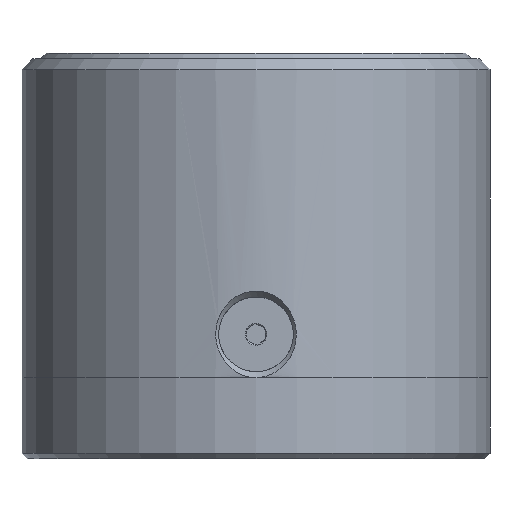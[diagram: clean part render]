
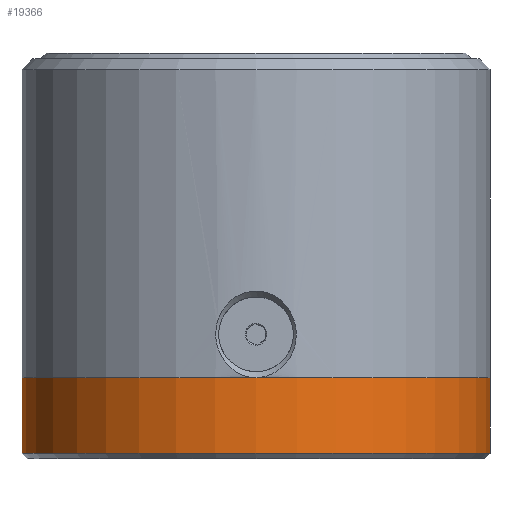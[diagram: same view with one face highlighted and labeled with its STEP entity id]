
A CAD part, front view. The second image highlights one B-rep face of the part: STEP entity #19366.
In plain terms, the highlighted cylindrical face has radius 11 mm (diameter 22 mm), a full revolution.
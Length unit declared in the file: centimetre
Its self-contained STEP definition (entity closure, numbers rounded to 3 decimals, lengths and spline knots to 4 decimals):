
#1256=FACE_BOUND('',#3881,.T.);
#1383=CYLINDRICAL_SURFACE('',#20442,1.1);
#1678=CIRCLE('',#20374,1.1);
#1679=CIRCLE('',#20375,1.1);
#1680=CIRCLE('',#20376,1.1);
#1709=CIRCLE('',#20443,1.1);
#2727=FACE_OUTER_BOUND('',#3880,.T.);
#3880=EDGE_LOOP('',(#17029,#17030,#17031));
#3881=EDGE_LOOP('',(#17032));
#8949=VERTEX_POINT('',#37918);
#8950=VERTEX_POINT('',#37919);
#8951=VERTEX_POINT('',#37955);
#8994=VERTEX_POINT('',#38221);
#11635=EDGE_CURVE('',#8949,#8950,#1678,.T.);
#11637=EDGE_CURVE('',#8951,#8949,#1679,.T.);
#11639=EDGE_CURVE('',#8950,#8951,#1680,.T.);
#11696=EDGE_CURVE('',#8994,#8994,#1709,.T.);
#17029=ORIENTED_EDGE('',*,*,#11639,.T.);
#17030=ORIENTED_EDGE('',*,*,#11637,.T.);
#17031=ORIENTED_EDGE('',*,*,#11635,.T.);
#17032=ORIENTED_EDGE('',*,*,#11696,.F.);
#19366=ADVANCED_FACE('',(#2727,#1256),#1383,.T.);
#20374=AXIS2_PLACEMENT_3D('',#37920,#23984,#23985);
#20375=AXIS2_PLACEMENT_3D('',#37956,#23986,#23987);
#20376=AXIS2_PLACEMENT_3D('',#37991,#23988,#23989);
#20442=AXIS2_PLACEMENT_3D('',#38220,#24137,#24138);
#20443=AXIS2_PLACEMENT_3D('',#38222,#24139,#24140);
#23984=DIRECTION('center_axis',(0.,0.,-1.));
#23985=DIRECTION('ref_axis',(-1.,0.,0.));
#23986=DIRECTION('center_axis',(0.,0.,-1.));
#23987=DIRECTION('ref_axis',(-1.,0.,0.));
#23988=DIRECTION('center_axis',(0.,0.,-1.));
#23989=DIRECTION('ref_axis',(-1.,0.,0.));
#24137=DIRECTION('center_axis',(0.,0.,1.));
#24138=DIRECTION('ref_axis',(-1.,0.,0.));
#24139=DIRECTION('center_axis',(0.,0.,-1.));
#24140=DIRECTION('ref_axis',(-1.,0.,0.));
#37918=CARTESIAN_POINT('',(-0.9526,0.55,0.381));
#37919=CARTESIAN_POINT('',(0.9526,0.55,0.381));
#37920=CARTESIAN_POINT('Origin',(0.,0.,0.381));
#37955=CARTESIAN_POINT('',(0.,-1.1,0.381));
#37956=CARTESIAN_POINT('Origin',(0.,0.,0.381));
#37991=CARTESIAN_POINT('Origin',(0.,0.,0.381));
#38220=CARTESIAN_POINT('Origin',(0.,0.,0.));
#38221=CARTESIAN_POINT('',(1.1,0.,0.0254));
#38222=CARTESIAN_POINT('Origin',(0.,0.,0.0254));
